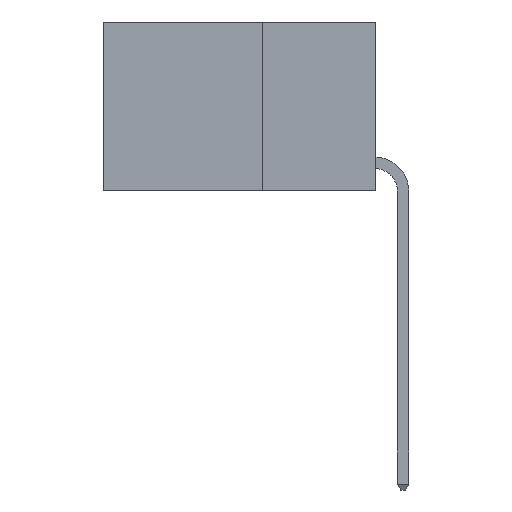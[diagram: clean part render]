
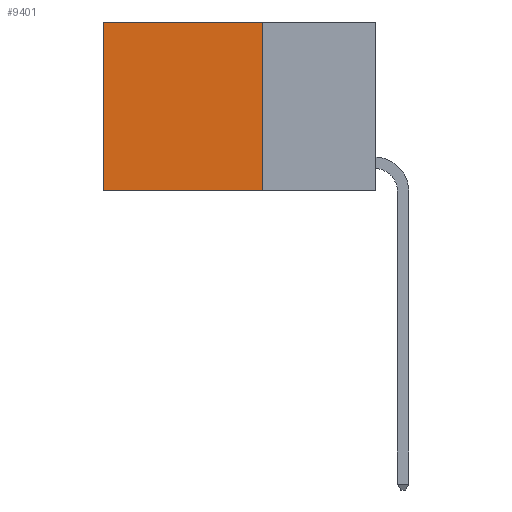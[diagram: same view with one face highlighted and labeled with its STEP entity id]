
A CAD part, left-side view. The second image highlights one B-rep face of the part: STEP entity #9401.
In plain terms, the highlighted planar face has unit normal (-1, 0, 0).
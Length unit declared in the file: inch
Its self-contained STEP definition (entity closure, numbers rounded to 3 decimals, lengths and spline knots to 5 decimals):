
#319 = DIRECTION ( 'NONE',  ( 0., 0., -1. ) ) ;
#361 = VERTEX_POINT ( 'NONE', #11688 ) ;
#536 = AXIS2_PLACEMENT_3D ( 'NONE', #9951, #4393, #10855 ) ;
#545 = CARTESIAN_POINT ( 'NONE',  ( 0.2625, 0.25, 0. ) ) ;
#1990 = CARTESIAN_POINT ( 'NONE',  ( 0.2625, 0.6, 0. ) ) ;
#2098 = ORIENTED_EDGE ( 'NONE', *, *, #7138, .T. ) ;
#2339 = CARTESIAN_POINT ( 'NONE',  ( 0.2625, 0.25, 0. ) ) ;
#2564 = ORIENTED_EDGE ( 'NONE', *, *, #11209, .T. ) ;
#2577 = ORIENTED_EDGE ( 'NONE', *, *, #11063, .F. ) ;
#2711 = DIRECTION ( 'NONE',  ( 0., 1., 0. ) ) ;
#2853 = VECTOR ( 'NONE', #319, 39.37008 ) ;
#3149 = CARTESIAN_POINT ( 'NONE',  ( 0.2625, 0.6, -0.37 ) ) ;
#3392 = CARTESIAN_POINT ( 'NONE',  ( 0.2625, 0.25, 0. ) ) ;
#4151 = LINE ( 'NONE', #545, #8856 ) ;
#4393 = DIRECTION ( 'NONE',  ( 1., 0., 0. ) ) ;
#5558 = LINE ( 'NONE', #2339, #2853 ) ;
#5740 = VECTOR ( 'NONE', #2711, 39.37008 ) ;
#6343 = FACE_OUTER_BOUND ( 'NONE', #6459, .T. ) ;
#6459 = EDGE_LOOP ( 'NONE', ( #2098, #6755, #2577, #2564 ) ) ;
#6755 = ORIENTED_EDGE ( 'NONE', *, *, #9896, .F. ) ;
#6975 = CARTESIAN_POINT ( 'NONE',  ( 0.2625, 0.6, 0. ) ) ;
#7138 = EDGE_CURVE ( 'NONE', #9566, #11639, #9081, .T. ) ;
#7241 = VECTOR ( 'NONE', #8718, 39.37008 ) ;
#8464 = LINE ( 'NONE', #12047, #5740 ) ;
#8718 = DIRECTION ( 'NONE',  ( 0., 0., -1. ) ) ;
#8856 = VECTOR ( 'NONE', #11113, 39.37008 ) ;
#8988 = PLANE ( 'NONE',  #536 ) ;
#9081 = LINE ( 'NONE', #1990, #7241 ) ;
#9401 = ADVANCED_FACE ( 'NONE', ( #6343 ), #8988, .F. ) ;
#9566 = VERTEX_POINT ( 'NONE', #6975 ) ;
#9896 = EDGE_CURVE ( 'NONE', #361, #11639, #8464, .T. ) ;
#9951 = CARTESIAN_POINT ( 'NONE',  ( 0.2625, 0.25, 0. ) ) ;
#10375 = VERTEX_POINT ( 'NONE', #3392 ) ;
#10855 = DIRECTION ( 'NONE',  ( 0., 0., -1. ) ) ;
#11063 = EDGE_CURVE ( 'NONE', #10375, #361, #5558, .T. ) ;
#11113 = DIRECTION ( 'NONE',  ( 0., 1., 0. ) ) ;
#11209 = EDGE_CURVE ( 'NONE', #10375, #9566, #4151, .T. ) ;
#11639 = VERTEX_POINT ( 'NONE', #3149 ) ;
#11688 = CARTESIAN_POINT ( 'NONE',  ( 0.2625, 0.25, -0.37 ) ) ;
#12047 = CARTESIAN_POINT ( 'NONE',  ( 0.2625, 0.25, -0.37 ) ) ;
